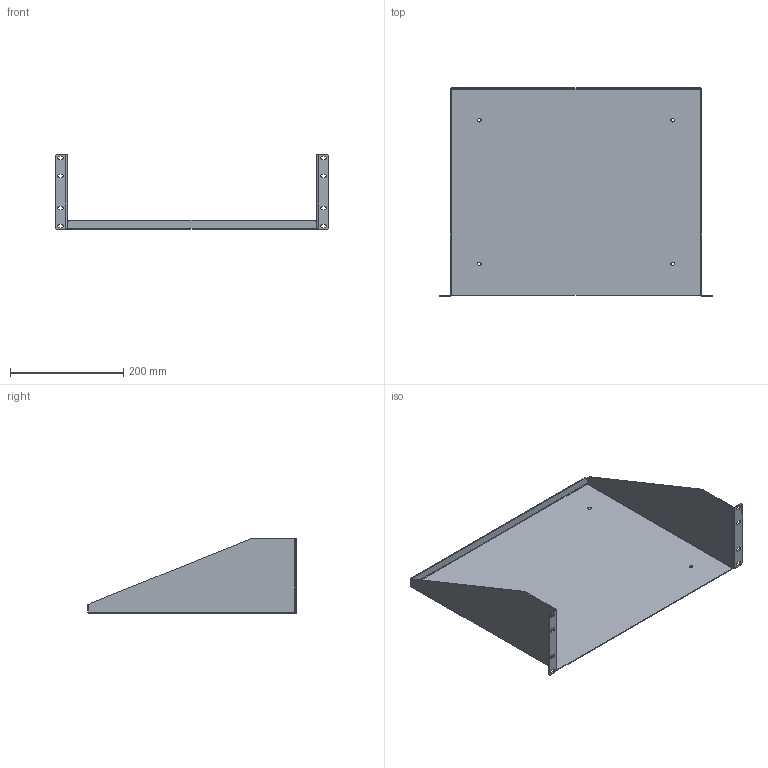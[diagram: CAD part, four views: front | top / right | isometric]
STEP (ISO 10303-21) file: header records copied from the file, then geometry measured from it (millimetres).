
FILE_DESCRIPTION (( 'STEP AP203' ), '1' );
FILE_NAME ('RASUL190514BK1.step', '2020-11-12T16:21:26', ( 'ADC123' ), ( 'Microsoft' ), 'SwSTEP 2.0', 'SolidWorks 2019', '' );
FILE_SCHEMA (( 'CONFIG_CONTROL_DESIGN' ));
Length unit declared in the file: inch
Products named in the file (1): RASUL190514BK1
Bounding box: 482.75 x 368.3 x 132.54 mm (x, y, z)
Surface area: 475098.4 mm2 (no closed solid volume)
Topology: 0 solids, 3 shells, 102 faces, 272 edges, 172 vertices
Faces by surface type: plane 58, cylinder 40, bspline 4
Full cylindrical faces by diameter (mm): 6.35 x4
Entity records: 3565 total; most frequent: CARTESIAN_POINT 915, ORIENTED_EDGE 528, DIRECTION 518, EDGE_CURVE 268, VECTOR 176, LINE 176, VERTEX_POINT 172, AXIS2_PLACEMENT_3D 171
